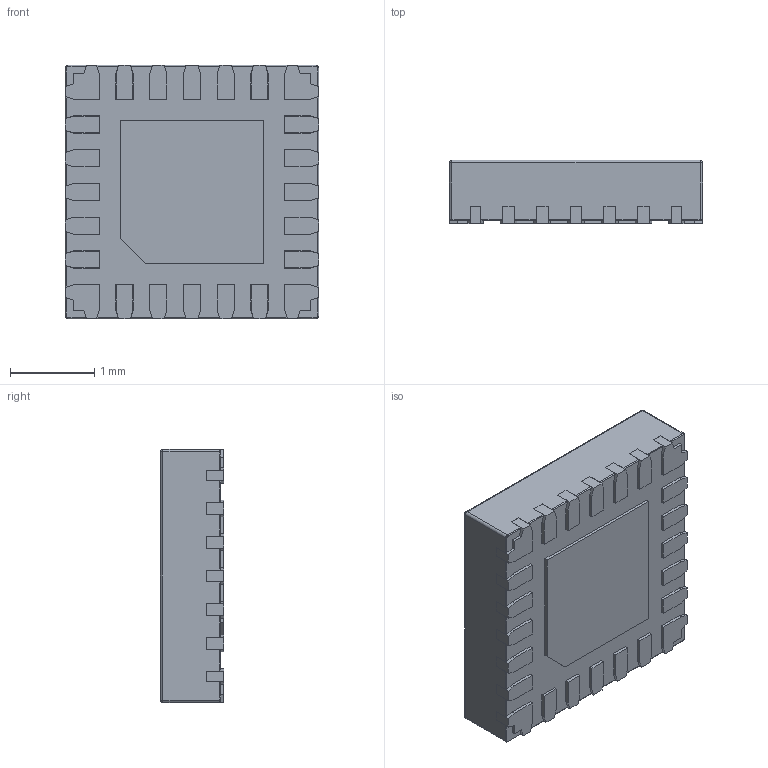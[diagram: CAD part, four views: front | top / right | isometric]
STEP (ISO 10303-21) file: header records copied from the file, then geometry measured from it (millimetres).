
FILE_DESCRIPTION (( 'STEP AP214' ), '1' );
FILE_NAME ('MAX32664GTGC+T.STEP', '2024-08-12T07:40:19', ( '' ), ( '' ), 'SwSTEP 2.0', 'SolidWorks 2016', '' );
FILE_SCHEMA (( 'AUTOMOTIVE_DESIGN' ));
Length unit declared in the file: millimetre
Products named in the file (1): MAX32664GTGC+T
Bounding box: 3 x 0.75 x 3 mm (x, y, z)
Volume: 6.6 mm3; surface area: 48.1 mm2
Topology: 26 solids, 26 shells, 438 faces, 1136 edges, 748 vertices
Faces by surface type: plane 388, cylinder 42, sphere 4, torus 4
Entity records: 15692 total; most frequent: CARTESIAN_POINT 2487, ORIENTED_EDGE 2264, DIRECTION 1986, EDGE_CURVE 1132, LINE 1044, VECTOR 1044, VERTEX_POINT 748, AXIS2_PLACEMENT_3D 471
